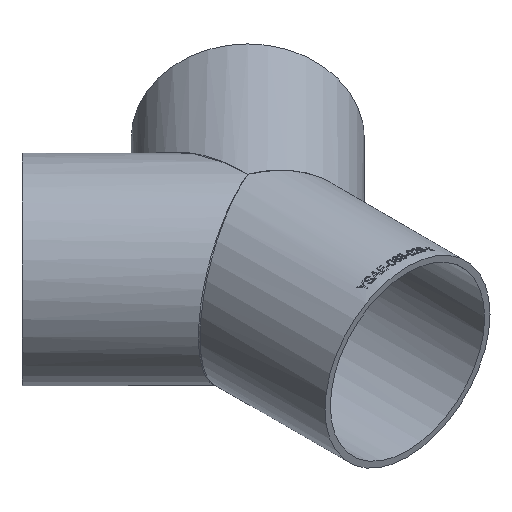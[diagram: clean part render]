
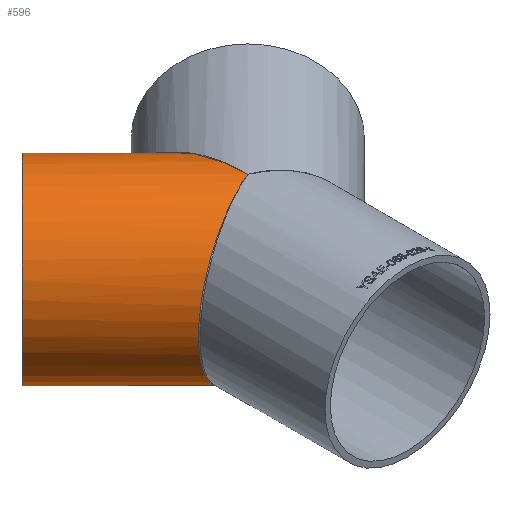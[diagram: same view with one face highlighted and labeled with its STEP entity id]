
A CAD part, isometric view. The second image highlights one B-rep face of the part: STEP entity #596.
In plain terms, the highlighted cylindrical face has radius 44.45 mm (diameter 88.9 mm), a full revolution.
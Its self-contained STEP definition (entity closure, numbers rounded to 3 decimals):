
#596 = ADVANCED_FACE ( 'NONE', ( #10354, #623 ), #24573, .T. ) ;
#623 = FACE_OUTER_BOUND ( 'NONE', #16891, .T. ) ;
#1033 = ORIENTED_EDGE ( 'NONE', *, *, #10859, .T. ) ;
#1061 = VERTEX_POINT ( 'NONE', #24240 ) ;
#1132 = DIRECTION ( 'NONE',  ( -0.707, -0.707, 0. ) ) ;
#4114 = EDGE_CURVE ( 'NONE', #1061, #1061, #21527, .T. ) ;
#4173 = AXIS2_PLACEMENT_3D ( 'NONE', #14856, #16776, #1132 ) ;
#5630 = CARTESIAN_POINT ( 'NONE',  ( 0., 0., -44.45 ) ) ;
#6332 =( BOUNDED_CURVE ( )  B_SPLINE_CURVE ( 3, ( #8971, #12950, #17052, #16930 ),
 .UNSPECIFIED., .F., .F. ) 
 B_SPLINE_CURVE_WITH_KNOTS ( ( 4, 4 ),
 ( 4.712, 7.854 ),
 .UNSPECIFIED. ) 
 CURVE ( )  GEOMETRIC_REPRESENTATION_ITEM ( )  RATIONAL_B_SPLINE_CURVE ( ( 1., 0.333, 0.333, 1. ) ) 
 REPRESENTATION_ITEM ( '' )  );
#7754 = EDGE_LOOP ( 'NONE', ( #13999, #1033 ) ) ;
#8971 = CARTESIAN_POINT ( 'NONE',  ( 0., 0., -44.45 ) ) ;
#10354 = FACE_OUTER_BOUND ( 'NONE', #7754, .T. ) ;
#10385 = CARTESIAN_POINT ( 'NONE',  ( 0., 0., -44.45 ) ) ;
#10859 = EDGE_CURVE ( 'NONE', #21619, #16479, #6332, .T. ) ;
#11146 = EDGE_CURVE ( 'NONE', #16479, #21619, #21389, .T. ) ;
#12163 = ORIENTED_EDGE ( 'NONE', *, *, #4114, .F. ) ;
#12950 = CARTESIAN_POINT ( 'NONE',  ( -89.415, -36.308, -44.45 ) ) ;
#13999 = ORIENTED_EDGE ( 'NONE', *, *, #11146, .T. ) ;
#14856 = CARTESIAN_POINT ( 'NONE',  ( 34.645, -34.645, 0. ) ) ;
#15393 = CARTESIAN_POINT ( 'NONE',  ( -1.245, 126.968, 44.45 ) ) ;
#16479 = VERTEX_POINT ( 'NONE', #19664 ) ;
#16776 = DIRECTION ( 'NONE',  ( -0.707, 0.707, 0. ) ) ;
#16891 = EDGE_LOOP ( 'NONE', ( #12163 ) ) ;
#16930 = CARTESIAN_POINT ( 'NONE',  ( 0., 0., 44.45 ) ) ;
#17052 = CARTESIAN_POINT ( 'NONE',  ( -89.415, -36.308, 44.45 ) ) ;
#17982 = CARTESIAN_POINT ( 'NONE',  ( -60.811, 60.811, 0. ) ) ;
#19664 = CARTESIAN_POINT ( 'NONE',  ( 0., 0., 44.45 ) ) ;
#21389 =( BOUNDED_CURVE ( )  B_SPLINE_CURVE ( 3, ( #25099, #15393, #23176, #5630 ),
 .UNSPECIFIED., .F., .F. ) 
 B_SPLINE_CURVE_WITH_KNOTS ( ( 4, 4 ),
 ( 1.571, 4.712 ),
 .UNSPECIFIED. ) 
 CURVE ( )  GEOMETRIC_REPRESENTATION_ITEM ( )  RATIONAL_B_SPLINE_CURVE ( ( 1., 0.333, 0.333, 1. ) ) 
 REPRESENTATION_ITEM ( '' )  );
#21527 = CIRCLE ( 'NONE', #23961, 44.45 ) ;
#21619 = VERTEX_POINT ( 'NONE', #10385 ) ;
#21940 = DIRECTION ( 'NONE',  ( -0.707, 0.707, 0. ) ) ;
#22067 = DIRECTION ( 'NONE',  ( -0.707, -0.707, 0. ) ) ;
#23176 = CARTESIAN_POINT ( 'NONE',  ( -1.245, 126.968, -44.45 ) ) ;
#23961 = AXIS2_PLACEMENT_3D ( 'NONE', #17982, #21940, #22067 ) ;
#24240 = CARTESIAN_POINT ( 'NONE',  ( -92.242, 29.38, 0. ) ) ;
#24573 = CYLINDRICAL_SURFACE ( 'NONE', #4173, 44.45 ) ;
#25099 = CARTESIAN_POINT ( 'NONE',  ( 0., 0., 44.45 ) ) ;
